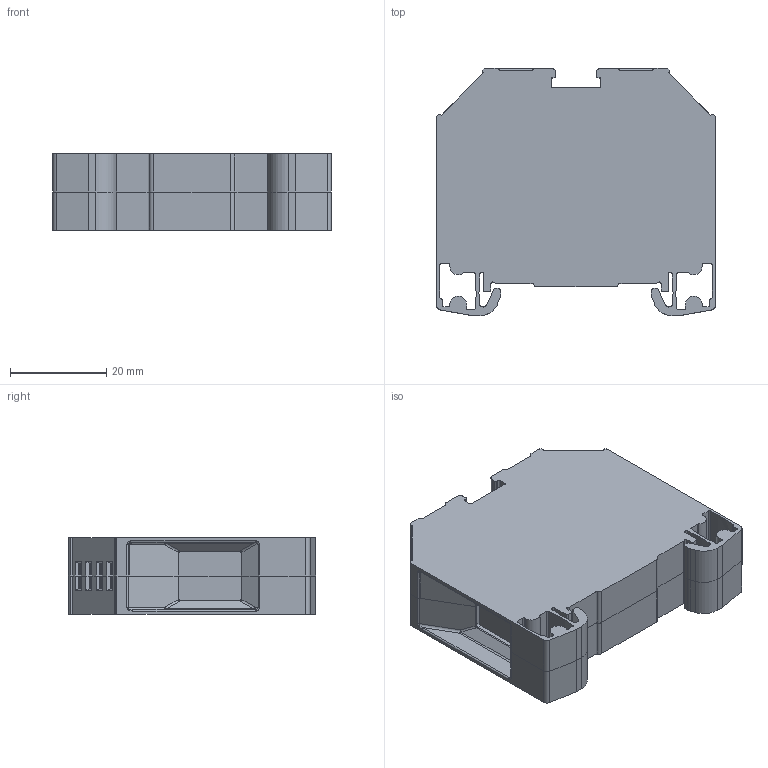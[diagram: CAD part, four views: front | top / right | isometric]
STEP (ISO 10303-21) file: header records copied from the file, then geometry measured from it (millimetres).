
FILE_DESCRIPTION(('FreeCAD Model'),'2;1');
FILE_NAME('17377_RK_35_35_N_IS_PA-G.stp','2018-08-29T11:42:33',('Author'),(''), 'Open CASCADE STEP processor 7.2','FreeCAD','Unknown');
FILE_SCHEMA(('AUTOMOTIVE_DESIGN { 1 0 10303 214 1 1 1 1 }'));
Products named in the file (1): 17377_RK_35_35_N_IS_PA-G
Bounding box: 58 x 51.5 x 15.9 mm (x, y, z)
Volume: 35185.5 mm3; surface area: 11865.4 mm2
Topology: 1 solids, 13 shells, 838 faces, 2030 edges, 1182 vertices
Faces by surface type: plane 406, cylinder 320, bspline 42, sphere 36, torus 34
Entity records: 66536 total; most frequent: CARTESIAN_POINT 21202, DIRECTION 7265, LINE 4391, VECTOR 4391, ORIENTED_EDGE 3988, PCURVE 3988, DEFINITIONAL_REPRESENTATION 3988, EDGE_CURVE 1994
